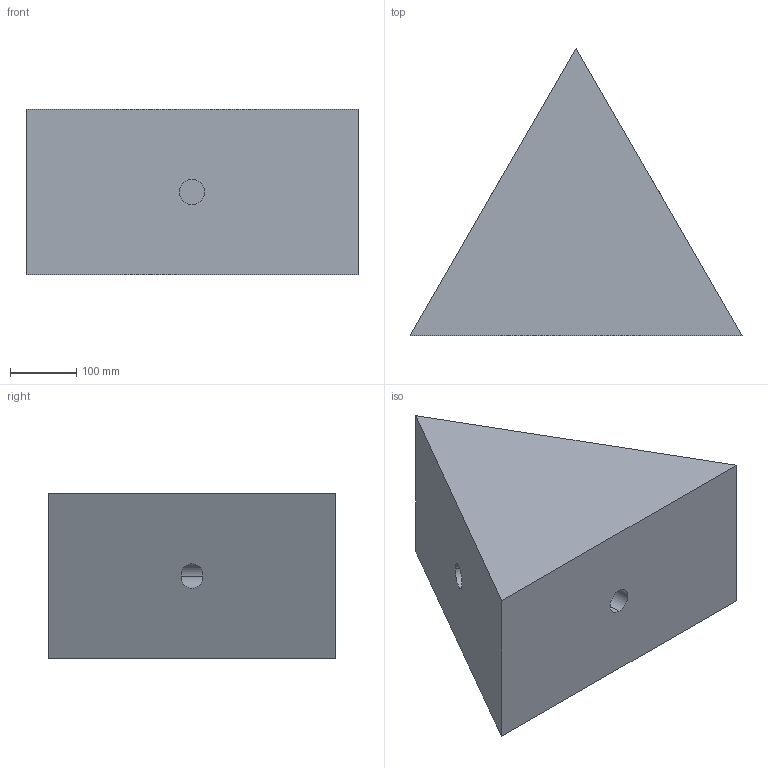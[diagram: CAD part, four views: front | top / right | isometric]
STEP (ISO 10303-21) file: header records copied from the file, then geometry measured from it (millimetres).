
FILE_DESCRIPTION (( 'STEP AP203' ), '1' );
FILE_NAME ('triangle_Default_sldprt.STEP', '2020-04-24T21:11:47', ( '' ), ( '' ), 'SwSTEP 2.0', 'SolidWorks 2019', '' );
FILE_SCHEMA (( 'CONFIG_CONTROL_DESIGN' ));
Length unit declared in the file: metre
Products named in the file (1): triangle_Default_sldprt
Bounding box: 500 x 433.01 x 250 mm (x, y, z)
Volume: 26802668.9 mm3; surface area: 618868.6 mm2
Topology: 1 solids, 1 shells, 14 faces, 27 edges, 18 vertices
Faces by surface type: plane 8, cylinder 6
Entity records: 440 total; most frequent: DIRECTION 69, CARTESIAN_POINT 60, ORIENTED_EDGE 54, EDGE_CURVE 27, AXIS2_PLACEMENT_3D 27, VERTEX_POINT 18, EDGE_LOOP 17, VECTOR 15
